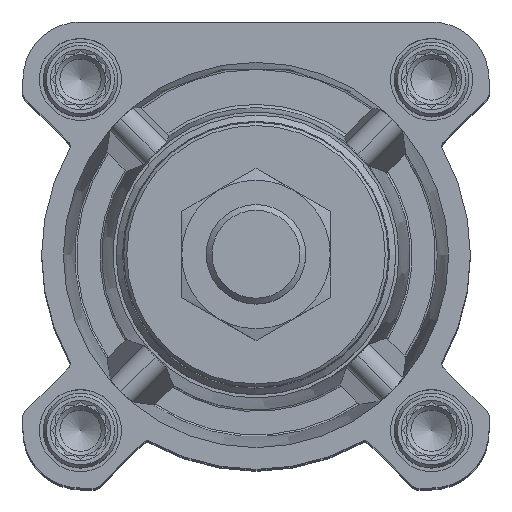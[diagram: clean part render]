
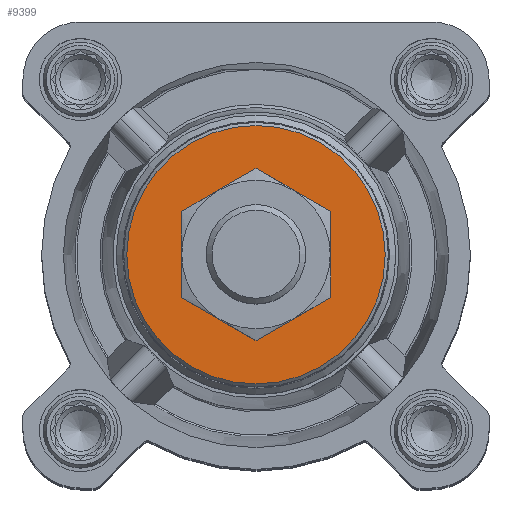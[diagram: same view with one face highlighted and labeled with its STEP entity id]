
A CAD part, top view. The second image highlights one B-rep face of the part: STEP entity #9399.
In plain terms, the highlighted planar face has unit normal (0, 0, 1).
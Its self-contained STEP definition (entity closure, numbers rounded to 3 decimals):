
#1704=PLANE('',#10262);
#2181=CIRCLE('',#10263,20.799);
#2182=CIRCLE('',#10264,10.);
#3788=ORIENTED_EDGE('',*,*,#5889,.F.);
#3789=ORIENTED_EDGE('',*,*,#5890,.T.);
#5889=EDGE_CURVE('',#7048,#7048,#2181,.T.);
#5890=EDGE_CURVE('',#7049,#7049,#2182,.T.);
#7048=VERTEX_POINT('',#15830);
#7049=VERTEX_POINT('',#15832);
#7900=EDGE_LOOP('',(#3788));
#7901=EDGE_LOOP('',(#3789));
#8585=FACE_BOUND('',#7900,.T.);
#8586=FACE_BOUND('',#7901,.T.);
#9399=ADVANCED_FACE('',(#8585,#8586),#1704,.F.);
#10262=AXIS2_PLACEMENT_3D('',#15828,#12029,#12030);
#10263=AXIS2_PLACEMENT_3D('',#15829,#12031,#12032);
#10264=AXIS2_PLACEMENT_3D('',#15831,#12033,#12034);
#12029=DIRECTION('',(0.,0.,-1.));
#12030=DIRECTION('',(-1.,0.,0.));
#12031=DIRECTION('',(0.,0.,-1.));
#12032=DIRECTION('',(-1.,0.,0.));
#12033=DIRECTION('',(0.,0.,-1.));
#12034=DIRECTION('',(-1.,0.,0.));
#15828=CARTESIAN_POINT('',(0.,0.,27.));
#15829=CARTESIAN_POINT('',(0.,0.,27.));
#15830=CARTESIAN_POINT('',(-20.799,0.,27.));
#15831=CARTESIAN_POINT('',(0.,0.,27.));
#15832=CARTESIAN_POINT('',(-10.,0.,27.));
